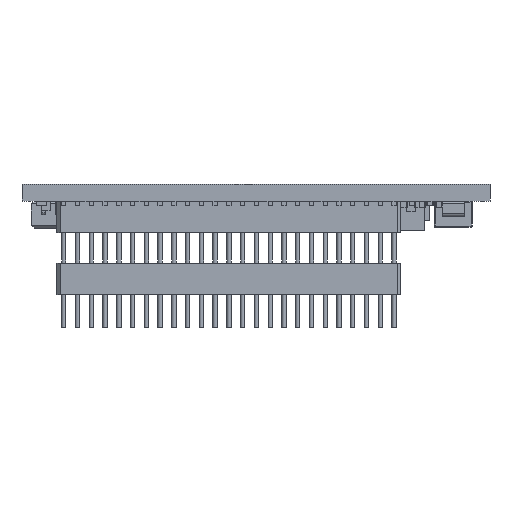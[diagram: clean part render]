
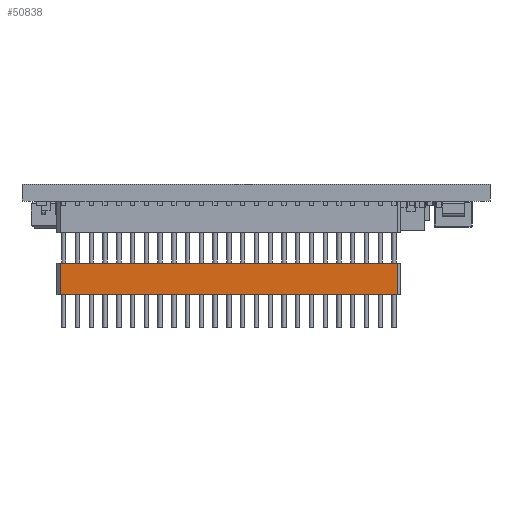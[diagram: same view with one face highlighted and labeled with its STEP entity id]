
A CAD part, front view. The second image highlights one B-rep face of the part: STEP entity #50838.
In plain terms, the highlighted planar face has unit normal (0, -1, 0).
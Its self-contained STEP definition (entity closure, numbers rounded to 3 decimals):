
#40592=DIRECTION('',(1.,0.,0.));
#40593=VECTOR('',#40592,31.15);
#40594=CARTESIAN_POINT('',(-15.575,-1.71,8.64));
#40595=LINE('',#40594,#40593);
#40676=DIRECTION('',(1.,0.,0.));
#40677=VECTOR('',#40676,31.15);
#40678=CARTESIAN_POINT('',(-15.575,-1.71,5.72));
#40679=LINE('',#40678,#40677);
#42934=DIRECTION('',(0.,0.,-1.));
#42935=VECTOR('',#42934,2.92);
#42936=CARTESIAN_POINT('',(15.575,-1.71,8.64));
#42937=LINE('',#42936,#42935);
#42938=DIRECTION('',(0.,0.,-1.));
#42939=VECTOR('',#42938,2.92);
#42940=CARTESIAN_POINT('',(-15.575,-1.71,8.64));
#42941=LINE('',#42940,#42939);
#45571=CARTESIAN_POINT('',(15.575,-1.71,5.72));
#45573=VERTEX_POINT('',#45571);
#45574=CARTESIAN_POINT('',(15.575,-1.71,8.64));
#45575=VERTEX_POINT('',#45574);
#45602=CARTESIAN_POINT('',(-15.575,-1.71,5.72));
#45604=VERTEX_POINT('',#45602);
#45608=CARTESIAN_POINT('',(-15.575,-1.71,8.64));
#45609=VERTEX_POINT('',#45608);
#50826=CARTESIAN_POINT('',(-15.875,-1.71,8.64));
#50827=DIRECTION('',(0.,-1.,0.));
#50828=DIRECTION('',(1.,0.,0.));
#50829=AXIS2_PLACEMENT_3D('',#50826,#50827,#50828);
#50830=PLANE('',#50829);
#50831=ORIENTED_EDGE('',*,*,#50818,.T.);
#50832=ORIENTED_EDGE('',*,*,#47373,.F.);
#50834=ORIENTED_EDGE('',*,*,#50833,.F.);
#50835=ORIENTED_EDGE('',*,*,#47002,.T.);
#50836=EDGE_LOOP('',(#50831,#50832,#50834,#50835));
#50837=FACE_OUTER_BOUND('',#50836,.F.);
#50838=ADVANCED_FACE('',(#50837),#50830,.T.);
#47002=EDGE_CURVE('',#45609,#45575,#40595,.T.);
#47373=EDGE_CURVE('',#45604,#45573,#40679,.T.);
#50818=EDGE_CURVE('',#45575,#45573,#42937,.T.);
#50833=EDGE_CURVE('',#45609,#45604,#42941,.T.);
